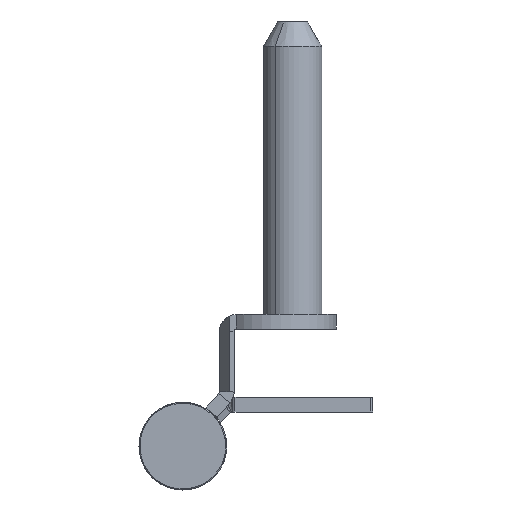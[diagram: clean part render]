
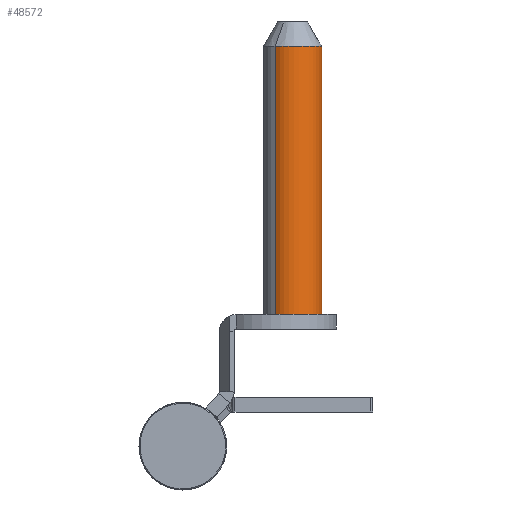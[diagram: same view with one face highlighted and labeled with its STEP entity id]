
A CAD part, left-side view. The second image highlights one B-rep face of the part: STEP entity #48572.
In plain terms, the highlighted cylindrical face has radius 6 mm (diameter 12 mm), a partial arc.
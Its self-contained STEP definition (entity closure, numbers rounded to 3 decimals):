
#4666 = DIRECTION ( 'NONE',  ( 0., -1., 0. ) ) ;
#4738 = ORIENTED_EDGE ( 'NONE', *, *, #31829, .F. ) ;
#6525 = ORIENTED_EDGE ( 'NONE', *, *, #50113, .T. ) ;
#8392 = DIRECTION ( 'NONE',  ( 0., -1., 0. ) ) ;
#8644 = CARTESIAN_POINT ( 'NONE',  ( 0., 0., 6. ) ) ;
#9268 = AXIS2_PLACEMENT_3D ( 'NONE', #17013, #45095, #16767 ) ;
#9341 = VERTEX_POINT ( 'NONE', #16838 ) ;
#14783 = CIRCLE ( 'NONE', #30847, 6. ) ;
#16767 = DIRECTION ( 'NONE',  ( 0., 0., -1. ) ) ;
#16838 = CARTESIAN_POINT ( 'NONE',  ( 0., 60., -6. ) ) ;
#17013 = CARTESIAN_POINT ( 'NONE',  ( 0., 0., 0. ) ) ;
#17093 = CARTESIAN_POINT ( 'NONE',  ( 0., 5., 6. ) ) ;
#17567 = DIRECTION ( 'NONE',  ( 0., -1., 0. ) ) ;
#19855 = EDGE_CURVE ( 'NONE', #31870, #44253, #44492, .T. ) ;
#20805 = DIRECTION ( 'NONE',  ( 0., 0., -1. ) ) ;
#21223 = VECTOR ( 'NONE', #35406, 1000. ) ;
#22703 = LINE ( 'NONE', #30635, #21223 ) ;
#24563 = EDGE_LOOP ( 'NONE', ( #4738, #37331, #6525, #45822 ) ) ;
#25016 = AXIS2_PLACEMENT_3D ( 'NONE', #44898, #4666, #20805 ) ;
#29495 = DIRECTION ( 'NONE',  ( 0., 0., -1. ) ) ;
#30635 = CARTESIAN_POINT ( 'NONE',  ( 0., 0., -6. ) ) ;
#30642 = CARTESIAN_POINT ( 'NONE',  ( 0., 60., 6. ) ) ;
#30847 = AXIS2_PLACEMENT_3D ( 'NONE', #45641, #17567, #29495 ) ;
#31829 = EDGE_CURVE ( 'NONE', #51046, #31870, #48903, .T. ) ;
#31870 = VERTEX_POINT ( 'NONE', #17093 ) ;
#33444 = CYLINDRICAL_SURFACE ( 'NONE', #9268, 6. ) ;
#34619 = CARTESIAN_POINT ( 'NONE',  ( 0., 5., -6. ) ) ;
#35406 = DIRECTION ( 'NONE',  ( 0., -1., 0. ) ) ;
#35412 = EDGE_CURVE ( 'NONE', #51046, #9341, #14783, .T. ) ;
#37331 = ORIENTED_EDGE ( 'NONE', *, *, #35412, .T. ) ;
#41828 = VECTOR ( 'NONE', #8392, 1000. ) ;
#42154 = FACE_OUTER_BOUND ( 'NONE', #24563, .T. ) ;
#44253 = VERTEX_POINT ( 'NONE', #34619 ) ;
#44492 = CIRCLE ( 'NONE', #25016, 6. ) ;
#44898 = CARTESIAN_POINT ( 'NONE',  ( 0., 5., 0. ) ) ;
#45095 = DIRECTION ( 'NONE',  ( 0., -1., 0. ) ) ;
#45641 = CARTESIAN_POINT ( 'NONE',  ( 0., 60., 0. ) ) ;
#45822 = ORIENTED_EDGE ( 'NONE', *, *, #19855, .F. ) ;
#48572 = ADVANCED_FACE ( 'NONE', ( #42154 ), #33444, .T. ) ;
#48903 = LINE ( 'NONE', #8644, #41828 ) ;
#50113 = EDGE_CURVE ( 'NONE', #9341, #44253, #22703, .T. ) ;
#51046 = VERTEX_POINT ( 'NONE', #30642 ) ;
